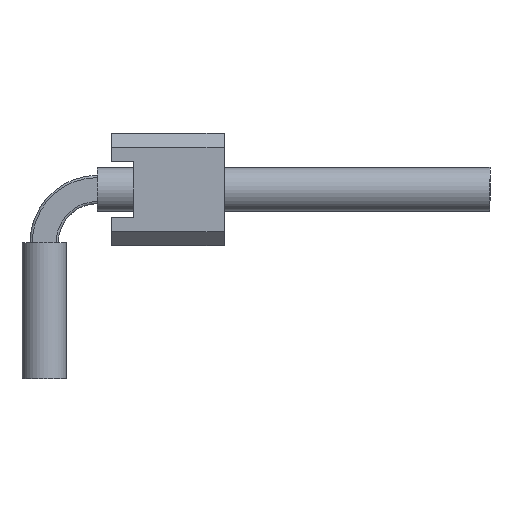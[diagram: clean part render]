
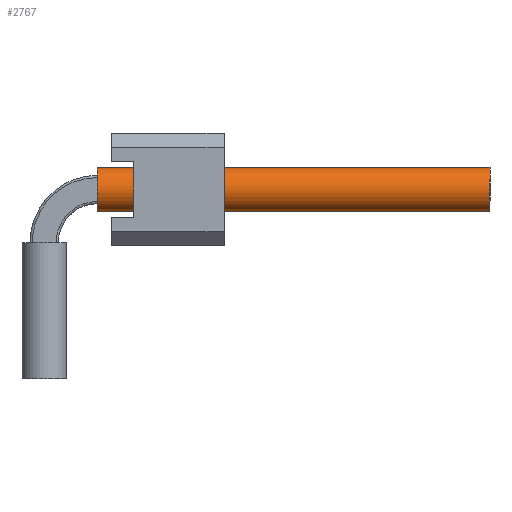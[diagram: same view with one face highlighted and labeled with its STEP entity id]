
A CAD part, left-side view. The second image highlights one B-rep face of the part: STEP entity #2767.
In plain terms, the highlighted cylindrical face has radius 0.5 mm (diameter 1 mm), a full revolution.
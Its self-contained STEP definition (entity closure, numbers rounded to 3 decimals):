
#1552=ORIENTED_EDGE('',*,*,#1944,.F.);
#1553=ORIENTED_EDGE('',*,*,#1945,.T.);
#1944=EDGE_CURVE('',#2204,#2204,#2280,.T.);
#1945=EDGE_CURVE('',#2205,#2205,#2281,.T.);
#2204=VERTEX_POINT('',#4615);
#2205=VERTEX_POINT('',#4617);
#2280=CIRCLE('',#3039,0.5);
#2281=CIRCLE('',#3040,0.5);
#2434=EDGE_LOOP('',(#1552));
#2435=EDGE_LOOP('',(#1553));
#2588=FACE_BOUND('',#2434,.T.);
#2589=FACE_BOUND('',#2435,.T.);
#2629=CYLINDRICAL_SURFACE('',#3038,0.5);
#2767=ADVANCED_FACE('',(#2588,#2589),#2629,.F.);
#3038=AXIS2_PLACEMENT_3D('',#4613,#3806,#3807);
#3039=AXIS2_PLACEMENT_3D('',#4614,#3808,#3809);
#3040=AXIS2_PLACEMENT_3D('',#4616,#3810,#3811);
#3806=DIRECTION('',(1.,0.,0.));
#3807=DIRECTION('',(0.,0.,-1.));
#3808=DIRECTION('',(-1.,0.,0.));
#3809=DIRECTION('',(0.,0.,1.));
#3810=DIRECTION('',(-1.,0.,0.));
#3811=DIRECTION('',(0.,0.,1.));
#4613=CARTESIAN_POINT('',(1.2,0.,4.27));
#4614=CARTESIAN_POINT('',(10.06,0.,4.27));
#4615=CARTESIAN_POINT('',(10.06,0.,4.77));
#4616=CARTESIAN_POINT('',(1.2,0.,4.27));
#4617=CARTESIAN_POINT('',(1.2,0.,4.77));
